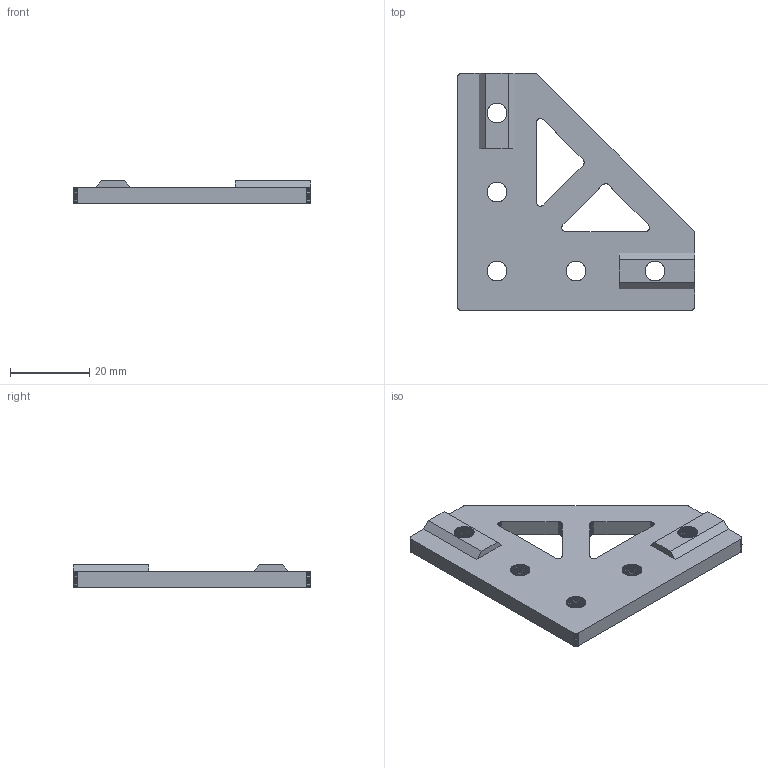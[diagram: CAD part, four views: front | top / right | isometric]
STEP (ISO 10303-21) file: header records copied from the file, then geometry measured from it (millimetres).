
FILE_DESCRIPTION(/* description */ (''),/* implementation_level */ '2;1');
FILE_NAME(/* name */ '10-3x3_Plate.stp',/* time_stamp */ '2017-03-23T13:09:44-04:00',/* author */ ('Tiktiki'),/* organization */ (''),/* preprocessor_version */ 'ST-DEVELOPER v16.1',/* originating_system */ 'Autodesk Inventor 2016',/* authorisation */ '');
FILE_SCHEMA (('AUTOMOTIVE_DESIGN { 1 0 10303 214 3 1 1 }'));
Length unit declared in the file: millimetre
Products named in the file (1): 10-3x3_Plate
Bounding box: 60 x 60 x 5.7 mm (x, y, z)
Volume: 9981.6 mm3; surface area: 6559.5 mm2
Topology: 1 solids, 1 shells, 860 faces, 1951 edges, 1093 vertices
Faces by surface type: plane 860
Entity records: 22783 total; most frequent: CARTESIAN_POINT 3905, ORIENTED_EDGE 3902, DIRECTION 3673, LINE 1951, VECTOR 1951, EDGE_CURVE 1951, VERTEX_POINT 1093, EDGE_LOOP 874
